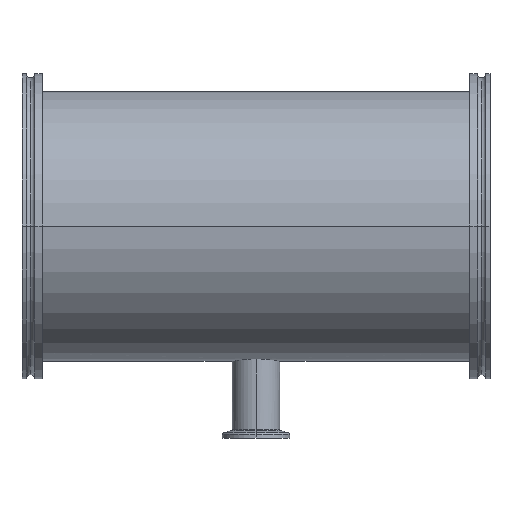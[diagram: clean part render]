
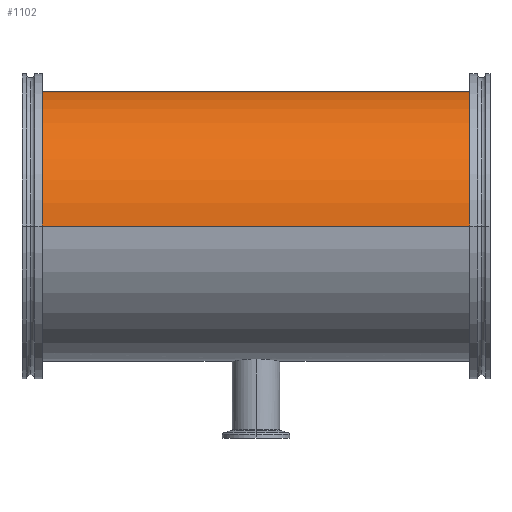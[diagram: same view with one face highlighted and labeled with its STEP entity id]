
A CAD part, top view. The second image highlights one B-rep face of the part: STEP entity #1102.
In plain terms, the highlighted cylindrical face has radius 79.5 mm (diameter 159 mm), a partial arc.
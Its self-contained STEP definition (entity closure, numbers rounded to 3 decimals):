
#65 = DIRECTION ( 'NONE',  ( 1., 0., 0. ) ) ;
#157 = CARTESIAN_POINT ( 'NONE',  ( 264., 0., 0. ) ) ;
#183 = ORIENTED_EDGE ( 'NONE', *, *, #2625, .F. ) ;
#222 = EDGE_LOOP ( 'NONE', ( #1990, #1339, #183, #790 ) ) ;
#333 = CARTESIAN_POINT ( 'NONE',  ( 264., 0., 79.5 ) ) ;
#573 = VECTOR ( 'NONE', #1048, 1000. ) ;
#609 = CARTESIAN_POINT ( 'NONE',  ( 270., 0., -79.5 ) ) ;
#672 = CIRCLE ( 'NONE', #1450, 79.5 ) ;
#701 = VERTEX_POINT ( 'NONE', #2478 ) ;
#761 = CYLINDRICAL_SURFACE ( 'NONE', #2173, 79.5 ) ;
#790 = ORIENTED_EDGE ( 'NONE', *, *, #825, .F. ) ;
#807 = VERTEX_POINT ( 'NONE', #1783 ) ;
#825 = EDGE_CURVE ( 'NONE', #1155, #701, #2674, .T. ) ;
#916 = DIRECTION ( 'NONE',  ( -1., 0., 0. ) ) ;
#1048 = DIRECTION ( 'NONE',  ( -1., 0., 0. ) ) ;
#1102 = ADVANCED_FACE ( 'NONE', ( #2750 ), #761, .T. ) ;
#1153 = LINE ( 'NONE', #609, #573 ) ;
#1155 = VERTEX_POINT ( 'NONE', #333 ) ;
#1277 = VERTEX_POINT ( 'NONE', #1747 ) ;
#1288 = DIRECTION ( 'NONE',  ( -1., 0., 0. ) ) ;
#1339 = ORIENTED_EDGE ( 'NONE', *, *, #2595, .T. ) ;
#1389 = CARTESIAN_POINT ( 'NONE',  ( 270., 0., 0. ) ) ;
#1450 = AXIS2_PLACEMENT_3D ( 'NONE', #2578, #1288, #2808 ) ;
#1595 = DIRECTION ( 'NONE',  ( 0., 0., 1. ) ) ;
#1632 = AXIS2_PLACEMENT_3D ( 'NONE', #157, #65, #2221 ) ;
#1666 = CARTESIAN_POINT ( 'NONE',  ( 270., 0., 79.5 ) ) ;
#1716 = EDGE_CURVE ( 'NONE', #807, #1155, #2184, .T. ) ;
#1747 = CARTESIAN_POINT ( 'NONE',  ( 0., 0., -79.5 ) ) ;
#1771 = DIRECTION ( 'NONE',  ( -1., 0., 0. ) ) ;
#1783 = CARTESIAN_POINT ( 'NONE',  ( 264., 0., -79.5 ) ) ;
#1990 = ORIENTED_EDGE ( 'NONE', *, *, #1716, .F. ) ;
#2173 = AXIS2_PLACEMENT_3D ( 'NONE', #1389, #916, #1595 ) ;
#2184 = CIRCLE ( 'NONE', #1632, 79.5 ) ;
#2221 = DIRECTION ( 'NONE',  ( 0., 0., -1. ) ) ;
#2478 = CARTESIAN_POINT ( 'NONE',  ( 0., 0., 79.5 ) ) ;
#2578 = CARTESIAN_POINT ( 'NONE',  ( 0., 0., 0. ) ) ;
#2595 = EDGE_CURVE ( 'NONE', #807, #1277, #1153, .T. ) ;
#2601 = VECTOR ( 'NONE', #1771, 1000. ) ;
#2625 = EDGE_CURVE ( 'NONE', #701, #1277, #672, .T. ) ;
#2674 = LINE ( 'NONE', #1666, #2601 ) ;
#2750 = FACE_OUTER_BOUND ( 'NONE', #222, .T. ) ;
#2808 = DIRECTION ( 'NONE',  ( 0., 0., 1. ) ) ;
